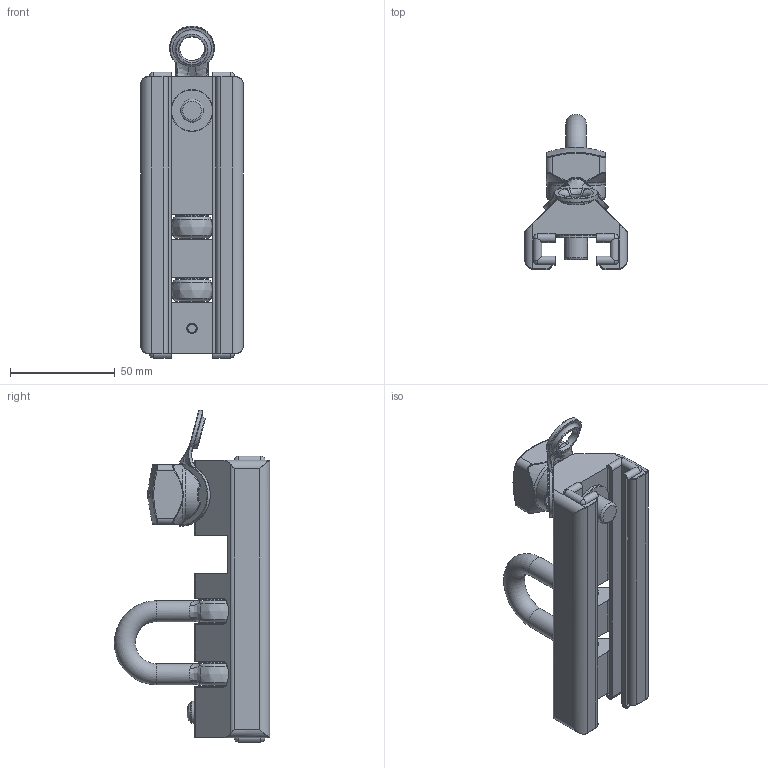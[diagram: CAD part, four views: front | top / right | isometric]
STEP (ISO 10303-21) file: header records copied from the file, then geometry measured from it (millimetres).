
FILE_DESCRIPTION(/* description */ (''),/* implementation_level */ '2;1');
FILE_NAME(/* name */ '622.462.stp',/* time_stamp */ '2019-04-12T15:11:06+02:00',/* author */ ('gianni'),/* organization */ (''),/* preprocessor_version */ 'ST-DEVELOPER v16.5',/* originating_system */ 'Autodesk Inventor 2017',/* authorisation */ '');
FILE_SCHEMA (('AUTOMOTIVE_DESIGN { 1 0 10303 214 3 1 1 }'));
Length unit declared in the file: millimetre
Products named in the file (1): 19041207
Bounding box: 49 x 74 x 158.22 mm (x, y, z)
Volume: 139266.8 mm3; surface area: 47813.8 mm2
Topology: 1 solids, 4 shells, 543 faces, 1365 edges, 808 vertices
Faces by surface type: bspline 172, cylinder 155, plane 113, torus 65, sphere 25, cone 13
Full cylindrical faces by diameter (mm): 5 x1, 9.5 x1, 10 x7, 10.5 x1, 11 x1, 15 x1, 16 x4, 18 x1, 20 x1
Entity records: 24297 total; most frequent: CARTESIAN_POINT 12244, ORIENTED_EDGE 2602, DIRECTION 2383, EDGE_CURVE 1297, AXIS2_PLACEMENT_3D 1005, VERTEX_POINT 794, EDGE_LOOP 601, FACE_OUTER_BOUND 542
